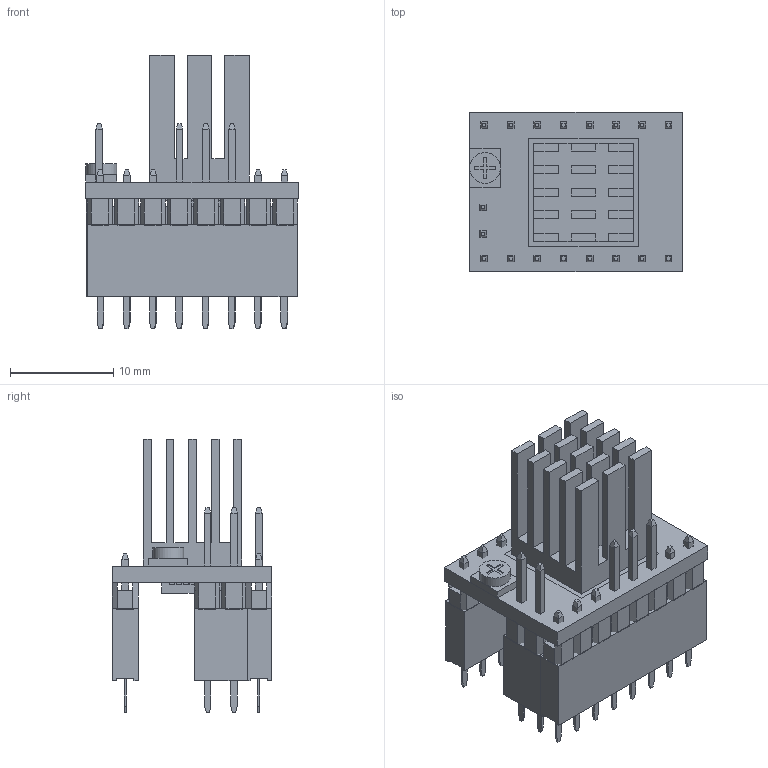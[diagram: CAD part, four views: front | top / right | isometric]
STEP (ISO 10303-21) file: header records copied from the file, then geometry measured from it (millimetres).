
FILE_DESCRIPTION(/* description */ (''),/* implementation_level */ '2;1');
FILE_NAME(/* name */ 'TMC2209 v2.step',/* time_stamp */ '2024-04-01T05:15:21+05:30',/* author */ (''),/* organization */ (''),/* preprocessor_version */ 'ST-DEVELOPER v20',/* originating_system */ 'Autodesk Translation Framework v12.20.1.177',/* authorisation */ '');
FILE_SCHEMA (('AUTOMOTIVE_DESIGN { 1 0 10303 214 3 1 1 }'));
Length unit declared in the file: millimetre
Products named in the file (42): TMC2209; BTT_TMC2209.step; 8 Pin Header v0.step; 8 Pin Header v0(Mirror).step; PCB.step; BTT TMC2208 TMC2209 UART Stepper Driver.step; BTT TMC2208 TMC2209 UART Stepper Driver-0.step; BTT TMC2208 TMC2209 UART Stepper Driver-1.step; BTT TMC2208 TMC2209 UART Stepper Driver-2.step; BTT TMC2208 TMC2209 UART Stepper Driver-3.step; BTT TMC2208 TMC2209 UART Stepper Driver-4.step; BTT TMC2208 TMC2209 UART Stepper Driver-5.step; BTT TMC2208 TMC2209 UART Stepper Driver-6.step; BTT TMC2208 TMC2209 UART Stepper Driver-7.step; BTT TMC2208 TMC2209 UART Stepper Driver-8.step; BTT TMC2208 TMC2209 UART Stepper Driver-9.step; BTT TMC2208 TMC2209 UART Stepper Driver-10.step; BTT TMC2208 TMC2209 UART Stepper Driver-11.step; BTT TMC2208 TMC2209 UART Stepper Driver-12.step; BTT TMC2208 TMC2209 UART Stepper Driver-13.step; BTT TMC2208 TMC2209 UART Stepper Driver-14.step; BTT TMC2208 TMC2209 UART Stepper Driver-15.step; BTT TMC2208 TMC2209 UART Stepper Driver-16.step; BTT TMC2208 TMC2209 UART Stepper Driver-17.step; BTT TMC2208 TMC2209 UART Stepper Driver-18.step; BTT TMC2208 TMC2209 UART Stepper Driver-19.step; BTT TMC2208 TMC2209 UART Stepper Driver-20.step; BTT TMC2208 TMC2209 UART Stepper Driver-21.step; BTT TMC2208 TMC2209 UART Stepper Driver-22.step; BTT TMC2208 TMC2209 UART Stepper Driver-23.step; BTT TMC2208 TMC2209 UART Stepper Driver-24.step; BTT TMC2208 TMC2209 UART Stepper Driver-25.step; BTT TMC2208 TMC2209 UART Stepper Driver-26.step; BTT TMC2208 TMC2209 UART Stepper Driver-27.step; BTT TMC2208 TMC2209 UART Stepper Driver-28.step; BTT TMC2208 TMC2209 UART Stepper Driver-29.step; BTT TMC2208 TMC2209 UART Stepper Driver-30.step; BTT TMC2208 TMC2209 UART Stepper Driver-31.step; BTT TMC2208 TMC2209 UART Stepper Driver-32.step; BTT TMC2208 TMC2209 UART Stepper Driver-33.step ...
Assembly tree (42 placements, depth 3):
  TMC2209
    BTT_TMC2209.step
      8 Pin Header v0.step
      8 Pin Header v0(Mirror).step
      PCB.step
      BTT TMC2208 TMC2209 UART Stepper Driver.step
      BTT TMC2208 TMC2209 UART Stepper Driver-0.step
      BTT TMC2208 TMC2209 UART Stepper Driver-1.step
      BTT TMC2208 TMC2209 UART Stepper Driver-2.step
      BTT TMC2208 TMC2209 UART Stepper Driver-3.step
      BTT TMC2208 TMC2209 UART Stepper Driver-4.step
      BTT TMC2208 TMC2209 UART Stepper Driver-5.step
      BTT TMC2208 TMC2209 UART Stepper Driver-6.step
      BTT TMC2208 TMC2209 UART Stepper Driver-7.step
      BTT TMC2208 TMC2209 UART Stepper Driver-8.step
      BTT TMC2208 TMC2209 UART Stepper Driver-9.step
      BTT TMC2208 TMC2209 UART Stepper Driver-10.step
      BTT TMC2208 TMC2209 UART Stepper Driver-11.step
      BTT TMC2208 TMC2209 UART Stepper Driver-12.step
      BTT TMC2208 TMC2209 UART Stepper Driver-13.step
      BTT TMC2208 TMC2209 UART Stepper Driver-14.step
      BTT TMC2208 TMC2209 UART Stepper Driver-15.step
      BTT TMC2208 TMC2209 UART Stepper Driver-16.step
      BTT TMC2208 TMC2209 UART Stepper Driver-17.step
      BTT TMC2208 TMC2209 UART Stepper Driver-18.step
      BTT TMC2208 TMC2209 UART Stepper Driver-19.step
      BTT TMC2208 TMC2209 UART Stepper Driver-20.step
      BTT TMC2208 TMC2209 UART Stepper Driver-21.step
      BTT TMC2208 TMC2209 UART Stepper Driver-22.step
      BTT TMC2208 TMC2209 UART Stepper Driver-23.step
      BTT TMC2208 TMC2209 UART Stepper Driver-24.step
      BTT TMC2208 TMC2209 UART Stepper Driver-25.step
      BTT TMC2208 TMC2209 UART Stepper Driver-26.step
      BTT TMC2208 TMC2209 UART Stepper Driver-27.step
      BTT TMC2208 TMC2209 UART Stepper Driver-28.step
      BTT TMC2208 TMC2209 UART Stepper Driver-29.step
      BTT TMC2208 TMC2209 UART Stepper Driver-30.step
      BTT TMC2208 TMC2209 UART Stepper Driver-31.step
      BTT TMC2208 TMC2209 UART Stepper Driver-32.step
      BTT TMC2208 TMC2209 UART Stepper Driver-33.step
    PinSocket_1x02_P2.54mm_Vertical.step
    PinSocket_1x08_P2.54mm_Vertical.step  x2
Bounding box: 20.6 x 15.47 x 26.43 mm (x, y, z)
Volume: 2107.1 mm3; surface area: 4808.6 mm2
Topology: 62 solids, 62 shells, 1443 faces, 3442 edges, 2196 vertices
Faces by surface type: plane 1442, cylinder 1
Full cylindrical faces by diameter (mm): 3 x1
Entity records: 34481 total; most frequent: CARTESIAN_POINT 5811, ORIENTED_EDGE 5556, DIRECTION 5318, EDGE_CURVE 2778, LINE 2776, VECTOR 2776, VERTEX_POINT 1764, AXIS2_PLACEMENT_3D 1271
